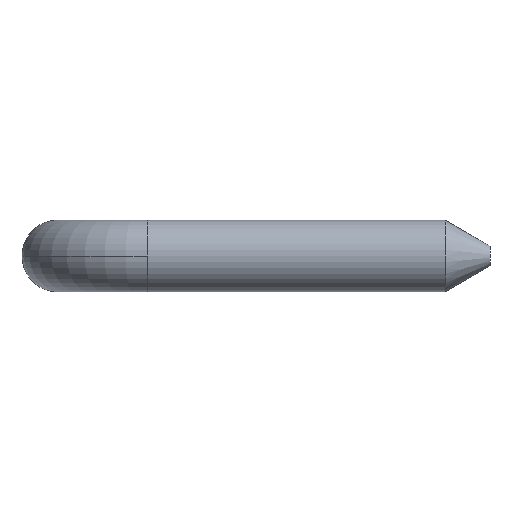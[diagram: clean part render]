
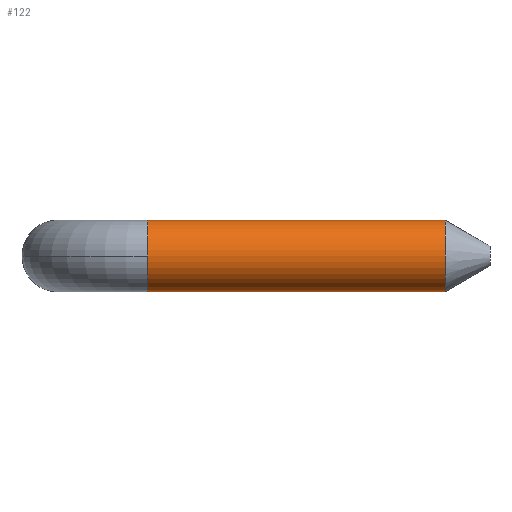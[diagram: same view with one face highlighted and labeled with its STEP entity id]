
A CAD part, left-side view. The second image highlights one B-rep face of the part: STEP entity #122.
In plain terms, the highlighted cylindrical face has radius 0.508 mm (diameter 1.016 mm), a partial arc.
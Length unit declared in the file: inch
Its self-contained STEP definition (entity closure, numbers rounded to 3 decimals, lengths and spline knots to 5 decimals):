
#64 = EDGE_CURVE ( 'NONE', #65, #66, #287, .T. ) ;
#65 = VERTEX_POINT ( 'NONE', #283 ) ;
#66 = VERTEX_POINT ( 'NONE', #282 ) ;
#122 = ADVANCED_FACE ( 'NONE', ( #447 ), #489, .T. ) ;
#123 = EDGE_LOOP ( 'NONE', ( #124, #237, #238, #239, #240 ) ) ;
#124 = ORIENTED_EDGE ( 'NONE', *, *, #165, .F. ) ;
#163 = VERTEX_POINT ( 'NONE', #417 ) ;
#165 = EDGE_CURVE ( 'NONE', #163, #188, #416, .T. ) ;
#167 = EDGE_CURVE ( 'NONE', #65, #195, #411, .T. ) ;
#188 = VERTEX_POINT ( 'NONE', #743 ) ;
#195 = VERTEX_POINT ( 'NONE', #729 ) ;
#224 = EDGE_CURVE ( 'NONE', #66, #163, #710, .T. ) ;
#237 = ORIENTED_EDGE ( 'NONE', *, *, #224, .F. ) ;
#238 = ORIENTED_EDGE ( 'NONE', *, *, #64, .F. ) ;
#239 = ORIENTED_EDGE ( 'NONE', *, *, #167, .T. ) ;
#240 = ORIENTED_EDGE ( 'NONE', *, *, #241, .T. ) ;
#241 = EDGE_CURVE ( 'NONE', #195, #188, #785, .T. ) ;
#282 = CARTESIAN_POINT ( 'NONE',  ( -0.02, 0.191, 0. ) ) ;
#283 = CARTESIAN_POINT ( 'NONE',  ( 0., 0.191, -0.02 ) ) ;
#284 = DIRECTION ( 'NONE',  ( 0., 0., 1. ) ) ;
#285 = DIRECTION ( 'NONE',  ( 0., 1., 0. ) ) ;
#286 = AXIS2_PLACEMENT_3D ( 'NONE', #292, #285, #284 ) ;
#287 = CIRCLE ( 'NONE', #286, 0.02 ) ;
#292 = CARTESIAN_POINT ( 'NONE',  ( 0., 0.191, 0. ) ) ;
#408 = DIRECTION ( 'NONE',  ( 0., -1., 0. ) ) ;
#409 = VECTOR ( 'NONE', #408, 39.37008 ) ;
#410 = CARTESIAN_POINT ( 'NONE',  ( 0., 0.191, -0.02 ) ) ;
#411 = LINE ( 'NONE', #410, #409 ) ;
#413 = DIRECTION ( 'NONE',  ( 0., -1., 0. ) ) ;
#414 = VECTOR ( 'NONE', #413, 39.37008 ) ;
#415 = CARTESIAN_POINT ( 'NONE',  ( 0., 0.191, 0.02 ) ) ;
#416 = LINE ( 'NONE', #415, #414 ) ;
#417 = CARTESIAN_POINT ( 'NONE',  ( 0., 0.191, 0.02 ) ) ;
#447 = FACE_OUTER_BOUND ( 'NONE', #123, .T. ) ;
#486 = DIRECTION ( 'NONE',  ( 0., 0., -1. ) ) ;
#487 = DIRECTION ( 'NONE',  ( 0., -1., 0. ) ) ;
#488 = AXIS2_PLACEMENT_3D ( 'NONE', #492, #487, #486 ) ;
#489 = CYLINDRICAL_SURFACE ( 'NONE', #488, 0.02 ) ;
#492 = CARTESIAN_POINT ( 'NONE',  ( 0., 0.191, 0. ) ) ;
#708 = CARTESIAN_POINT ( 'NONE',  ( 0., 0.191, 0. ) ) ;
#709 = AXIS2_PLACEMENT_3D ( 'NONE', #708, #772, #771 ) ;
#710 = CIRCLE ( 'NONE', #709, 0.02 ) ;
#729 = CARTESIAN_POINT ( 'NONE',  ( 0., 0.025, -0.02 ) ) ;
#743 = CARTESIAN_POINT ( 'NONE',  ( 0., 0.025, 0.02 ) ) ;
#771 = DIRECTION ( 'NONE',  ( 0., 0., 1. ) ) ;
#772 = DIRECTION ( 'NONE',  ( 0., 1., 0. ) ) ;
#781 = DIRECTION ( 'NONE',  ( 0., 0., 1. ) ) ;
#782 = DIRECTION ( 'NONE',  ( 0., 1., 0. ) ) ;
#783 = CARTESIAN_POINT ( 'NONE',  ( 0., 0.025, 0. ) ) ;
#784 = AXIS2_PLACEMENT_3D ( 'NONE', #783, #782, #781 ) ;
#785 = CIRCLE ( 'NONE', #784, 0.02 ) ;
